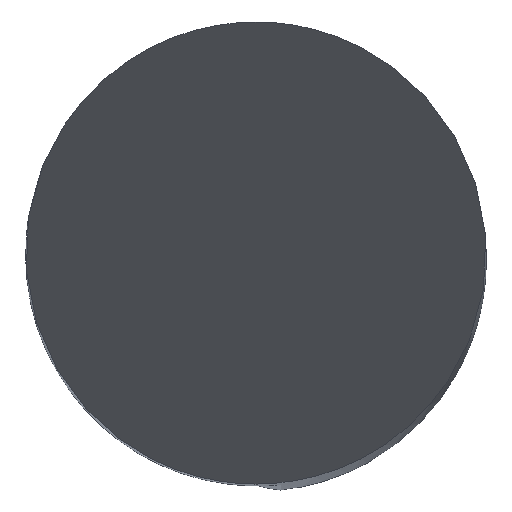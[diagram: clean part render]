
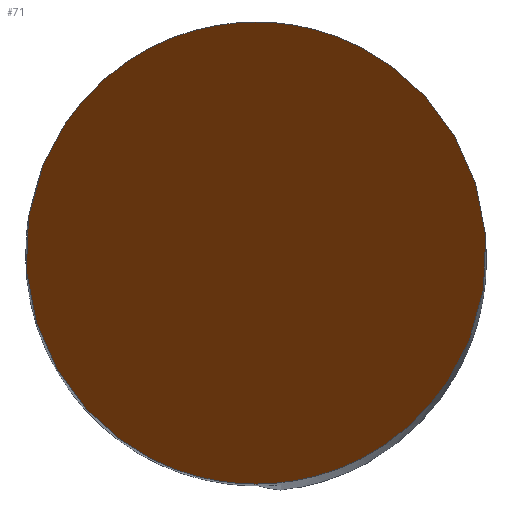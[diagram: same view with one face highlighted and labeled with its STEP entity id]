
A CAD part, top view. The second image highlights one B-rep face of the part: STEP entity #71.
In plain terms, the highlighted planar face has unit normal (0, -0.866, 0.5).
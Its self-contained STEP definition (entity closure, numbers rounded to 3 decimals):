
#54=PLANE('',#533);
#71=ADVANCED_FACE('',(#101),#54,.F.);
#101=FACE_OUTER_BOUND('',#126,.T.);
#126=EDGE_LOOP('',(#233,#234));
#233=ORIENTED_EDGE('',*,*,#370,.T.);
#234=ORIENTED_EDGE('',*,*,#395,.T.);
#324=VERTEX_POINT('',#705);
#325=VERTEX_POINT('',#710);
#370=EDGE_CURVE('',#325,#324,#478,.T.);
#395=EDGE_CURVE('',#324,#325,#483,.T.);
#478=(
BOUNDED_CURVE()
B_SPLINE_CURVE(3,(#706,#707,#708,#709),.UNSPECIFIED.,.F.,.F.)
B_SPLINE_CURVE_WITH_KNOTS((4,4),(0.,1.),.UNSPECIFIED.)
CURVE()
GEOMETRIC_REPRESENTATION_ITEM()
RATIONAL_B_SPLINE_CURVE((1.,0.333,0.333,1.))
REPRESENTATION_ITEM('')
);
#483=(
BOUNDED_CURVE()
B_SPLINE_CURVE(3,(#866,#867,#868,#869),.UNSPECIFIED.,.F.,.F.)
B_SPLINE_CURVE_WITH_KNOTS((4,4),(0.,1.),.UNSPECIFIED.)
CURVE()
GEOMETRIC_REPRESENTATION_ITEM()
RATIONAL_B_SPLINE_CURVE((1.,0.333,0.333,1.))
REPRESENTATION_ITEM('')
);
#533=AXIS2_PLACEMENT_3D('',#875,#577,#578);
#577=DIRECTION('',(0.,0.866,-0.5));
#578=DIRECTION('',(0.,-0.5,-0.866));
#705=CARTESIAN_POINT('',(0.,-3.5,-6.062));
#706=CARTESIAN_POINT('',(0.,3.5,6.062));
#707=CARTESIAN_POINT('',(-7.,3.5,6.062));
#708=CARTESIAN_POINT('',(-7.,-3.5,-6.062));
#709=CARTESIAN_POINT('',(0.,-3.5,-6.062));
#710=CARTESIAN_POINT('',(0.,3.5,6.062));
#866=CARTESIAN_POINT('',(0.,-3.5,-6.062));
#867=CARTESIAN_POINT('',(7.,-3.5,-6.062));
#868=CARTESIAN_POINT('',(7.,3.5,6.062));
#869=CARTESIAN_POINT('',(0.,3.5,6.062));
#875=CARTESIAN_POINT('',(5.,3.5,6.062));
